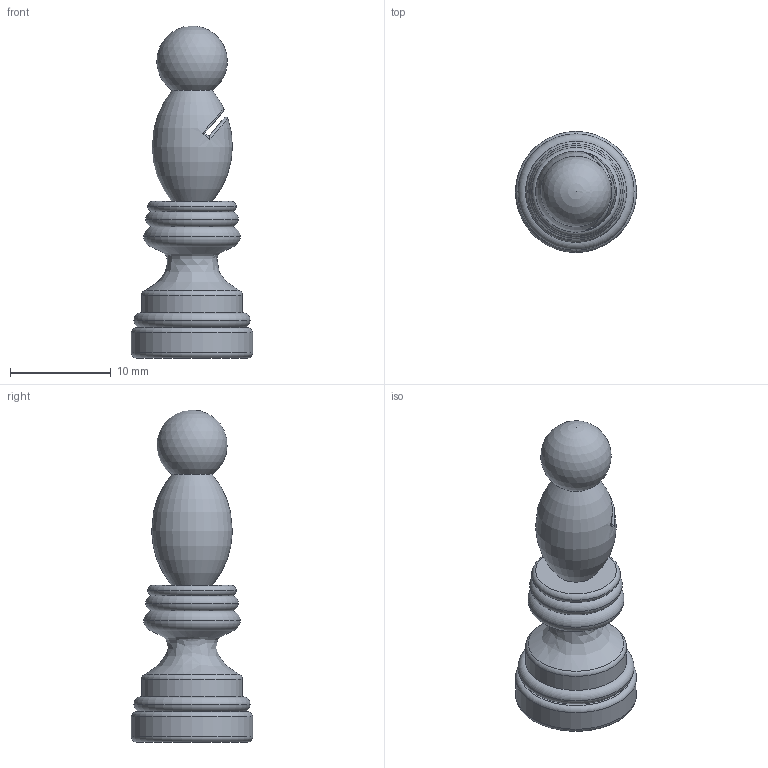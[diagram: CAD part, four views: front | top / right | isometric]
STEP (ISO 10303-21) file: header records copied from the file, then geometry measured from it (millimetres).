
FILE_DESCRIPTION(('HOOPS Exchange Step'),'2;1');
FILE_NAME('temp_export','2024-08-05T12:19:59+08:00',('sharma21'),('Shapr3D Limited'),'HOOPS Exchange 2024.2','Shapr3D','Authorized');
FILE_SCHEMA( ('AUTOMOTIVE_DESIGN { 1 0 10303 214 1 1 1 1 }') );
Length unit declared in the file: millimetre
Products named in the file (1): root
Bounding box: 12 x 12 x 32.87 mm (x, y, z)
Volume: 1636.5 mm3; surface area: 1142.4 mm2
Topology: 1 solids, 1 shells, 26 faces, 70 edges, 47 vertices
Faces by surface type: torus 12, plane 6, bspline 5, cylinder 2, sphere 1
Full cylindrical faces by diameter (mm): 10 x1, 12 x1
Entity records: 1907 total; most frequent: CARTESIAN_POINT 1237, DIRECTION 140, ORIENTED_EDGE 138, EDGE_CURVE 69, AXIS2_PLACEMENT_3D 68, VERTEX_POINT 47, CIRCLE 46, EDGE_LOOP 28
